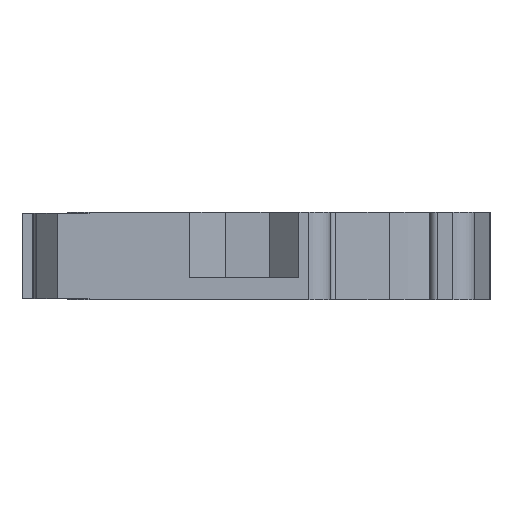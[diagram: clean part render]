
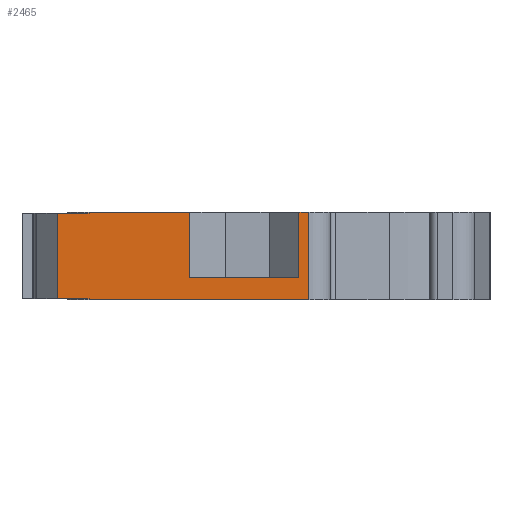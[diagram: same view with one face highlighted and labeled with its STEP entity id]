
A CAD part, left-side view. The second image highlights one B-rep face of the part: STEP entity #2465.
In plain terms, the highlighted planar face has unit normal (-1, 0, 0).
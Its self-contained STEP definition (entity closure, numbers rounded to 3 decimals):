
#319=DIRECTION('',(0.,-1.,0.));
#320=VECTOR('',#319,20.);
#321=CARTESIAN_POINT('',(-26.1,30.95,-4.));
#322=LINE('',#321,#320);
#323=DIRECTION('',(0.,0.,1.));
#324=VECTOR('',#323,8.);
#325=CARTESIAN_POINT('',(-26.1,10.95,-4.));
#326=LINE('',#325,#324);
#327=DIRECTION('',(0.,1.,0.));
#328=VECTOR('',#327,9.918);
#329=CARTESIAN_POINT('',(-26.1,11.85,-2.));
#330=LINE('',#329,#328);
#331=DIRECTION('',(0.,0.,-1.));
#332=VECTOR('',#331,6.);
#333=CARTESIAN_POINT('',(-26.1,11.85,4.));
#334=LINE('',#333,#332);
#335=DIRECTION('',(0.,0.,1.));
#336=VECTOR('',#335,0.1);
#337=CARTESIAN_POINT('',(-26.1,30.95,-4.));
#338=LINE('',#337,#336);
#339=DIRECTION('',(0.,0.,1.));
#340=VECTOR('',#339,7.8);
#341=CARTESIAN_POINT('',(-26.1,33.85,-3.9));
#342=LINE('',#341,#340);
#343=DIRECTION('',(0.,0.,1.));
#344=VECTOR('',#343,0.1);
#345=CARTESIAN_POINT('',(-26.1,30.95,3.9));
#346=LINE('',#345,#344);
#347=DIRECTION('',(0.,0.,-1.));
#348=VECTOR('',#347,6.);
#349=CARTESIAN_POINT('',(-26.1,21.768,4.));
#350=LINE('',#349,#348);
#708=DIRECTION('',(0.,-1.,0.));
#709=VECTOR('',#708,0.9);
#710=CARTESIAN_POINT('',(-26.1,11.85,4.));
#711=LINE('',#710,#709);
#724=DIRECTION('',(0.,-1.,0.));
#725=VECTOR('',#724,9.182);
#726=CARTESIAN_POINT('',(-26.1,30.95,4.));
#727=LINE('',#726,#725);
#1232=DIRECTION('',(0.,-1.,0.));
#1233=VECTOR('',#1232,2.9);
#1234=CARTESIAN_POINT('',(-26.1,33.85,-3.9));
#1235=LINE('',#1234,#1233);
#1276=DIRECTION('',(0.,-1.,0.));
#1277=VECTOR('',#1276,2.9);
#1278=CARTESIAN_POINT('',(-26.1,33.85,3.9));
#1279=LINE('',#1278,#1277);
#1721=CARTESIAN_POINT('',(-26.1,10.95,-4.));
#1723=VERTEX_POINT('',#1721);
#1867=CARTESIAN_POINT('',(-26.1,30.95,-4.));
#1868=VERTEX_POINT('',#1867);
#1869=CARTESIAN_POINT('',(-26.1,10.95,4.));
#1871=VERTEX_POINT('',#1869);
#2015=CARTESIAN_POINT('',(-26.1,30.95,4.));
#2016=VERTEX_POINT('',#2015);
#2101=CARTESIAN_POINT('',(-26.1,33.85,-3.9));
#2102=VERTEX_POINT('',#2101);
#2187=CARTESIAN_POINT('',(-26.1,33.85,3.9));
#2188=VERTEX_POINT('',#2187);
#2197=CARTESIAN_POINT('',(-26.1,30.95,-3.9));
#2198=VERTEX_POINT('',#2197);
#2199=CARTESIAN_POINT('',(-26.1,30.95,3.9));
#2200=VERTEX_POINT('',#2199);
#2249=CARTESIAN_POINT('',(-26.1,11.85,4.));
#2251=VERTEX_POINT('',#2249);
#2255=CARTESIAN_POINT('',(-26.1,21.768,4.));
#2256=VERTEX_POINT('',#2255);
#2261=CARTESIAN_POINT('',(-26.1,11.85,-2.));
#2262=CARTESIAN_POINT('',(-26.1,21.768,-2.));
#2263=VERTEX_POINT('',#2261);
#2264=VERTEX_POINT('',#2262);
#2436=CARTESIAN_POINT('',(-26.1,30.95,-4.));
#2437=DIRECTION('',(-1.,0.,0.));
#2438=DIRECTION('',(0.,-1.,0.));
#2439=AXIS2_PLACEMENT_3D('',#2436,#2437,#2438);
#2440=PLANE('',#2439);
#2442=ORIENTED_EDGE('',*,*,#2441,.F.);
#2444=ORIENTED_EDGE('',*,*,#2443,.F.);
#2446=ORIENTED_EDGE('',*,*,#2445,.T.);
#2447=ORIENTED_EDGE('',*,*,#2427,.F.);
#2448=ORIENTED_EDGE('',*,*,#2416,.F.);
#2450=ORIENTED_EDGE('',*,*,#2449,.T.);
#2452=ORIENTED_EDGE('',*,*,#2451,.F.);
#2454=ORIENTED_EDGE('',*,*,#2453,.T.);
#2456=ORIENTED_EDGE('',*,*,#2455,.T.);
#2458=ORIENTED_EDGE('',*,*,#2457,.T.);
#2460=ORIENTED_EDGE('',*,*,#2459,.T.);
#2462=ORIENTED_EDGE('',*,*,#2461,.T.);
#2463=EDGE_LOOP('',(#2442,#2444,#2446,#2447,#2448,#2450,#2452,#2454,#2456,#2458,
#2460,#2462));
#2464=FACE_OUTER_BOUND('',#2463,.F.);
#2465=ADVANCED_FACE('',(#2464),#2440,.T.);
#2416=EDGE_CURVE('',#1868,#1723,#322,.T.);
#2427=EDGE_CURVE('',#1723,#1871,#326,.T.);
#2441=EDGE_CURVE('',#2263,#2264,#330,.T.);
#2443=EDGE_CURVE('',#2251,#2263,#334,.T.);
#2445=EDGE_CURVE('',#2251,#1871,#711,.T.);
#2449=EDGE_CURVE('',#1868,#2198,#338,.T.);
#2451=EDGE_CURVE('',#2102,#2198,#1235,.T.);
#2453=EDGE_CURVE('',#2102,#2188,#342,.T.);
#2455=EDGE_CURVE('',#2188,#2200,#1279,.T.);
#2457=EDGE_CURVE('',#2200,#2016,#346,.T.);
#2459=EDGE_CURVE('',#2016,#2256,#727,.T.);
#2461=EDGE_CURVE('',#2256,#2264,#350,.T.);
